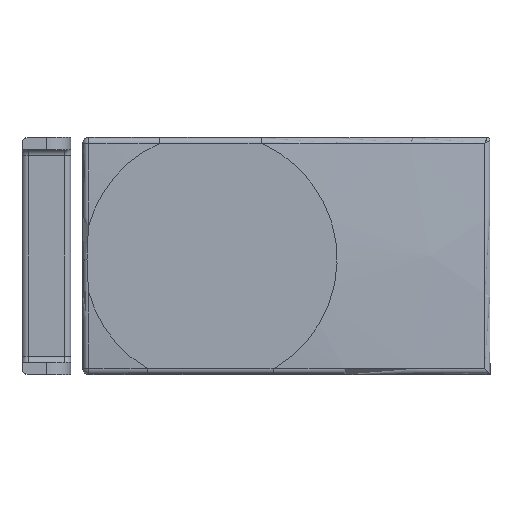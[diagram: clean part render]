
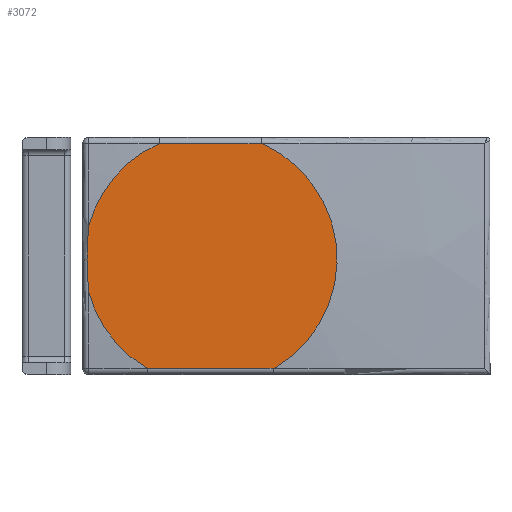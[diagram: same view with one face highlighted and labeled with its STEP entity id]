
A CAD part, front view. The second image highlights one B-rep face of the part: STEP entity #3072.
In plain terms, the highlighted planar face has unit normal (0, -1, 0).
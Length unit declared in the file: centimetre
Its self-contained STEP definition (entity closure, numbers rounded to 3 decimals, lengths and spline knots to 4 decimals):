
#36=B_SPLINE_CURVE_WITH_KNOTS('',3,(#5206,#5207,#5208,#5209,#5210,#5211,
#5212,#5213,#5214,#5215,#5216,#5217,#5218,#5219,#5220,#5221,#5222,#5223,
#5224,#5225,#5226,#5227,#5228,#5229,#5230,#5231,#5232),.UNSPECIFIED.,.F.,
 .F.,(4,2,2,2,2,2,3,2,2,2,2,2,4),(1.5585,1.5671,1.5979,
1.6286,1.6902,1.8132,2.0593,2.3054,
2.4284,2.49,2.5207,2.5515,2.5601),
 .UNSPECIFIED.);
#105=PLANE('',#3383);
#270=FACE_OUTER_BOUND('',#472,.T.);
#472=EDGE_LOOP('',(#2418,#2419,#2420,#2421,#2422,#2423));
#718=LINE('',#5118,#956);
#722=LINE('',#5184,#960);
#956=VECTOR('',#3997,1.);
#960=VECTOR('',#4031,1.);
#1180=CIRCLE('',#3370,2.0799);
#1181=CIRCLE('',#3372,2.0799);
#1183=CIRCLE('',#3379,2.0799);
#1415=VERTEX_POINT('',#5116);
#1416=VERTEX_POINT('',#5117);
#1426=VERTEX_POINT('',#5170);
#1427=VERTEX_POINT('',#5183);
#1430=VERTEX_POINT('',#5204);
#1431=VERTEX_POINT('',#5205);
#1755=EDGE_CURVE('',#1415,#1416,#718,.T.);
#1772=EDGE_CURVE('',#1426,#1427,#722,.T.);
#1777=EDGE_CURVE('',#1430,#1431,#36,.T.);
#1786=EDGE_CURVE('',#1427,#1415,#1180,.T.);
#1787=EDGE_CURVE('',#1431,#1426,#1181,.T.);
#1802=EDGE_CURVE('',#1416,#1430,#1183,.T.);
#2418=ORIENTED_EDGE('',*,*,#1755,.F.);
#2419=ORIENTED_EDGE('',*,*,#1786,.F.);
#2420=ORIENTED_EDGE('',*,*,#1772,.F.);
#2421=ORIENTED_EDGE('',*,*,#1787,.F.);
#2422=ORIENTED_EDGE('',*,*,#1777,.F.);
#2423=ORIENTED_EDGE('',*,*,#1802,.F.);
#3072=ADVANCED_FACE('',(#270),#105,.F.);
#3370=AXIS2_PLACEMENT_3D('',#5246,#4065,#4066);
#3372=AXIS2_PLACEMENT_3D('',#5248,#4069,#4070);
#3379=AXIS2_PLACEMENT_3D('',#5278,#4096,#4097);
#3383=AXIS2_PLACEMENT_3D('',#5285,#4106,#4107);
#3997=DIRECTION('',(-1.,0.,0.));
#4031=DIRECTION('',(1.,0.,0.));
#4065=DIRECTION('center_axis',(0.,1.,0.));
#4066=DIRECTION('ref_axis',(0.,0.,
1.));
#4069=DIRECTION('center_axis',(0.,1.,0.));
#4070=DIRECTION('ref_axis',(0.,0.,
1.));
#4096=DIRECTION('center_axis',(0.,1.,0.));
#4097=DIRECTION('ref_axis',(0.,0.,
1.));
#4106=DIRECTION('center_axis',(0.,1.,0.));
#4107=DIRECTION('ref_axis',(0.,0.,1.));
#5116=CARTESIAN_POINT('',(3.1465,0.0004,0.4384));
#5117=CARTESIAN_POINT('',(1.0624,0.0004,0.4384));
#5118=CARTESIAN_POINT('',(2.85,0.0004,0.4384));
#5170=CARTESIAN_POINT('',(1.2583,0.0004,4.1384));
#5183=CARTESIAN_POINT('',(2.9505,0.0004,4.1384));
#5184=CARTESIAN_POINT('',(2.85,0.0004,4.1384));
#5204=CARTESIAN_POINT('',(0.0933,0.0004,1.7079));
#5205=CARTESIAN_POINT('',(0.0933,0.0004,2.769));
#5206=CARTESIAN_POINT('Ctrl Pts',(0.0933,0.0004,
1.7079));
#5207=CARTESIAN_POINT('Ctrl Pts',(0.0925,0.0004,
1.7109));
#5208=CARTESIAN_POINT('Ctrl Pts',(0.0919,0.0004,
1.714));
#5209=CARTESIAN_POINT('Ctrl Pts',(0.0893,0.0004,
1.7269));
#5210=CARTESIAN_POINT('Ctrl Pts',(0.0879,0.0004,
1.7371));
#5211=CARTESIAN_POINT('Ctrl Pts',(0.0854,0.0004,
1.7578));
#5212=CARTESIAN_POINT('Ctrl Pts',(0.0844,0.0004,
1.7682));
#5213=CARTESIAN_POINT('Ctrl Pts',(0.0815,0.0004,
1.7999));
#5214=CARTESIAN_POINT('Ctrl Pts',(0.08,0.0004,
1.8215));
#5215=CARTESIAN_POINT('Ctrl Pts',(0.076,0.0004,
1.8869));
#5216=CARTESIAN_POINT('Ctrl Pts',(0.0742,0.0004,
1.9317));
#5217=CARTESIAN_POINT('Ctrl Pts',(0.0701,0.0004,
2.0663));
#5218=CARTESIAN_POINT('Ctrl Pts',(0.0691,0.0004,
2.1564));
#5219=CARTESIAN_POINT('Ctrl Pts',(0.0691,0.0004,
2.2384));
#5220=CARTESIAN_POINT('Ctrl Pts',(0.0691,0.0004,
2.3205));
#5221=CARTESIAN_POINT('Ctrl Pts',(0.0701,0.0004,
2.4105));
#5222=CARTESIAN_POINT('Ctrl Pts',(0.0742,0.0004,
2.5452));
#5223=CARTESIAN_POINT('Ctrl Pts',(0.076,0.0004,
2.5899));
#5224=CARTESIAN_POINT('Ctrl Pts',(0.08,0.0004,
2.6554));
#5225=CARTESIAN_POINT('Ctrl Pts',(0.0815,0.0004,
2.6769));
#5226=CARTESIAN_POINT('Ctrl Pts',(0.0844,0.0004,
2.7086));
#5227=CARTESIAN_POINT('Ctrl Pts',(0.0854,0.0004,
2.7191));
#5228=CARTESIAN_POINT('Ctrl Pts',(0.0879,0.0004,
2.7398));
#5229=CARTESIAN_POINT('Ctrl Pts',(0.0893,0.0004,
2.75));
#5230=CARTESIAN_POINT('Ctrl Pts',(0.0919,0.0004,
2.7629));
#5231=CARTESIAN_POINT('Ctrl Pts',(0.0925,0.0004,
2.7659));
#5232=CARTESIAN_POINT('Ctrl Pts',(0.0933,0.0004,
2.769));
#5246=CARTESIAN_POINT('Origin',(2.1044,0.0004,2.2384));
#5248=CARTESIAN_POINT('Origin',(2.1044,0.0004,2.2384));
#5278=CARTESIAN_POINT('Origin',(2.1044,0.0004,2.2384));
#5285=CARTESIAN_POINT('Origin',(2.85,0.0004,2.3384));
